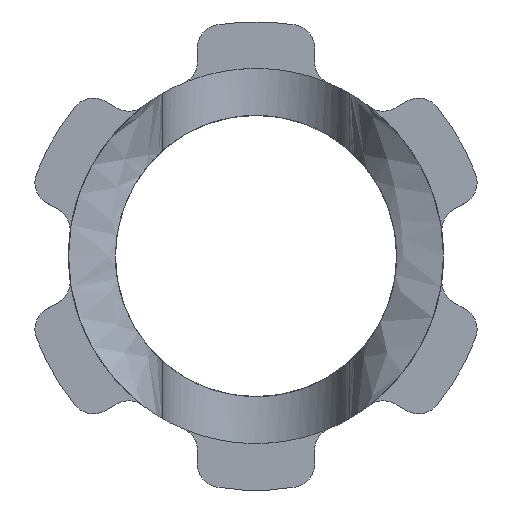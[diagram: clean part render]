
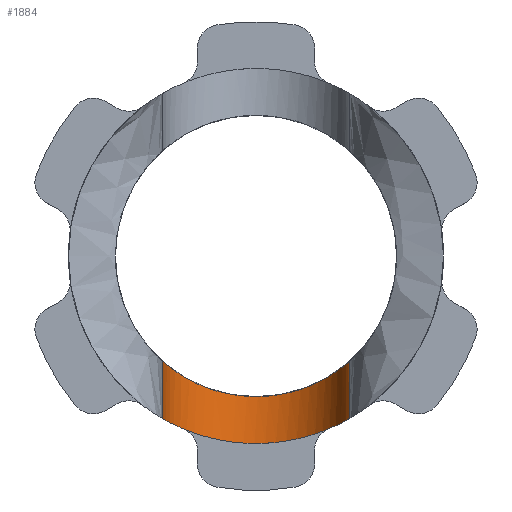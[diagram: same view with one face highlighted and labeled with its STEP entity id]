
A CAD part, left-side view. The second image highlights one B-rep face of the part: STEP entity #1884.
In plain terms, the highlighted cylindrical face has radius 2 mm (diameter 4 mm), a partial arc.
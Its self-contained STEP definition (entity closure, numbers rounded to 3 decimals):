
#73=LINE('',#3208,#224);
#79=LINE('',#3454,#230);
#224=VECTOR('',#2277,10.);
#230=VECTOR('',#2289,10.);
#358=CYLINDRICAL_SURFACE('',#2020,2.);
#423=FACE_OUTER_BOUND('',#523,.T.);
#523=EDGE_LOOP('',(#1363,#1364,#1365,#1366));
#747=B_SPLINE_CURVE_WITH_KNOTS('',3,(#3043,#3044,#3045,#3046,#3047,#3048,
#3049,#3050,#3051,#3052,#3053,#3054,#3055,#3056,#3057,#3058,#3059,#3060),
 .UNSPECIFIED.,.F.,.F.,(4,2,2,2,2,2,2,2,4),(0.,0.077,0.154,
0.231,0.308,0.384,0.461,
0.538,0.615),.UNSPECIFIED.);
#757=B_SPLINE_CURVE_WITH_KNOTS('',3,(#3252,#3253,#3254,#3255,#3256,#3257,
#3258,#3259,#3260,#3261,#3262,#3263,#3264,#3265,#3266,#3267,#3268,#3269),
 .UNSPECIFIED.,.F.,.F.,(4,2,2,2,2,2,2,2,4),(-0.628,-0.549,
-0.47,-0.392,-0.314,-0.236,
-0.158,-0.079,0.),.UNSPECIFIED.);
#792=VERTEX_POINT('',#3040);
#793=VERTEX_POINT('',#3042);
#811=VERTEX_POINT('',#3206);
#817=VERTEX_POINT('',#3250);
#996=EDGE_CURVE('',#792,#793,#747,.T.);
#1018=EDGE_CURVE('',#792,#811,#73,.T.);
#1025=EDGE_CURVE('',#817,#811,#757,.T.);
#1036=EDGE_CURVE('',#817,#793,#79,.T.);
#1363=ORIENTED_EDGE('',*,*,#1025,.F.);
#1364=ORIENTED_EDGE('',*,*,#1036,.T.);
#1365=ORIENTED_EDGE('',*,*,#996,.F.);
#1366=ORIENTED_EDGE('',*,*,#1018,.T.);
#1884=ADVANCED_FACE('',(#423),#358,.F.);
#2020=AXIS2_PLACEMENT_3D('',#3457,#2293,#2294);
#2277=DIRECTION('',(0.,0.,1.));
#2289=DIRECTION('',(0.,0.,-1.));
#2293=DIRECTION('center_axis',(0.,0.,1.));
#2294=DIRECTION('ref_axis',(0.,-1.,0.));
#3040=CARTESIAN_POINT('',(5.5,-2.,-3.464));
#3042=CARTESIAN_POINT('',(5.5,2.,-3.464));
#3043=CARTESIAN_POINT('Ctrl Pts',(5.5,-2.,-3.464));
#3044=CARTESIAN_POINT('Ctrl Pts',(5.757,-2.,-3.464));
#3045=CARTESIAN_POINT('Ctrl Pts',(6.026,-1.948,-3.496));
#3046=CARTESIAN_POINT('Ctrl Pts',(6.517,-1.742,-3.602));
#3047=CARTESIAN_POINT('Ctrl Pts',(6.739,-1.59,-3.675));
#3048=CARTESIAN_POINT('Ctrl Pts',(7.089,-1.239,-3.808));
#3049=CARTESIAN_POINT('Ctrl Pts',(7.242,-1.017,-3.877));
#3050=CARTESIAN_POINT('Ctrl Pts',(7.448,-0.526,-3.973));
#3051=CARTESIAN_POINT('Ctrl Pts',(7.5,-0.256,-4.));
#3052=CARTESIAN_POINT('Ctrl Pts',(7.5,0.256,-4.));
#3053=CARTESIAN_POINT('Ctrl Pts',(7.448,0.526,-3.973));
#3054=CARTESIAN_POINT('Ctrl Pts',(7.242,1.017,-3.877));
#3055=CARTESIAN_POINT('Ctrl Pts',(7.089,1.239,-3.808));
#3056=CARTESIAN_POINT('Ctrl Pts',(6.739,1.59,-3.675));
#3057=CARTESIAN_POINT('Ctrl Pts',(6.517,1.742,-3.602));
#3058=CARTESIAN_POINT('Ctrl Pts',(6.026,1.948,-3.496));
#3059=CARTESIAN_POINT('Ctrl Pts',(5.757,2.,-3.464));
#3060=CARTESIAN_POINT('Ctrl Pts',(5.5,2.,-3.464));
#3206=CARTESIAN_POINT('',(5.5,-2.,-2.236));
#3208=CARTESIAN_POINT('',(5.5,-2.,0.));
#3250=CARTESIAN_POINT('',(5.5,2.,-2.236));
#3252=CARTESIAN_POINT('Ctrl Pts',(5.5,2.,-2.236));
#3253=CARTESIAN_POINT('Ctrl Pts',(5.763,2.,-2.236));
#3254=CARTESIAN_POINT('Ctrl Pts',(6.033,1.946,-2.287));
#3255=CARTESIAN_POINT('Ctrl Pts',(6.521,1.74,-2.447));
#3256=CARTESIAN_POINT('Ctrl Pts',(6.74,1.588,-2.553));
#3257=CARTESIAN_POINT('Ctrl Pts',(7.086,1.242,-2.738));
#3258=CARTESIAN_POINT('Ctrl Pts',(7.239,1.023,-2.832));
#3259=CARTESIAN_POINT('Ctrl Pts',(7.446,0.532,-2.963));
#3260=CARTESIAN_POINT('Ctrl Pts',(7.5,0.26,-3.));
#3261=CARTESIAN_POINT('Ctrl Pts',(7.5,-0.26,-3.));
#3262=CARTESIAN_POINT('Ctrl Pts',(7.446,-0.532,-2.963));
#3263=CARTESIAN_POINT('Ctrl Pts',(7.239,-1.023,-2.832));
#3264=CARTESIAN_POINT('Ctrl Pts',(7.086,-1.242,-2.738));
#3265=CARTESIAN_POINT('Ctrl Pts',(6.74,-1.588,-2.553));
#3266=CARTESIAN_POINT('Ctrl Pts',(6.521,-1.74,-2.447));
#3267=CARTESIAN_POINT('Ctrl Pts',(6.033,-1.946,-2.287));
#3268=CARTESIAN_POINT('Ctrl Pts',(5.763,-2.,-2.236));
#3269=CARTESIAN_POINT('Ctrl Pts',(5.5,-2.,-2.236));
#3454=CARTESIAN_POINT('',(5.5,2.,0.));
#3457=CARTESIAN_POINT('Origin',(5.5,0.,0.));
